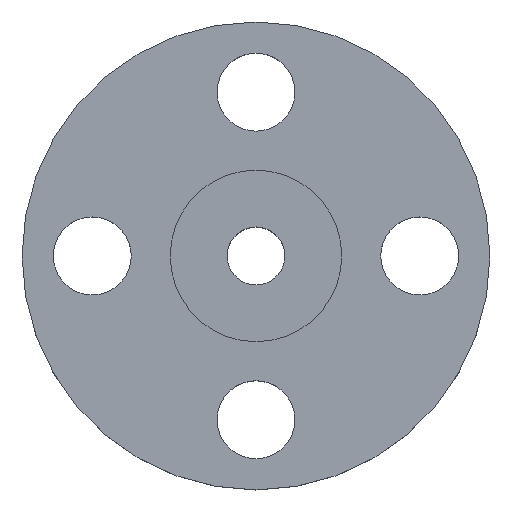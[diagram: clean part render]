
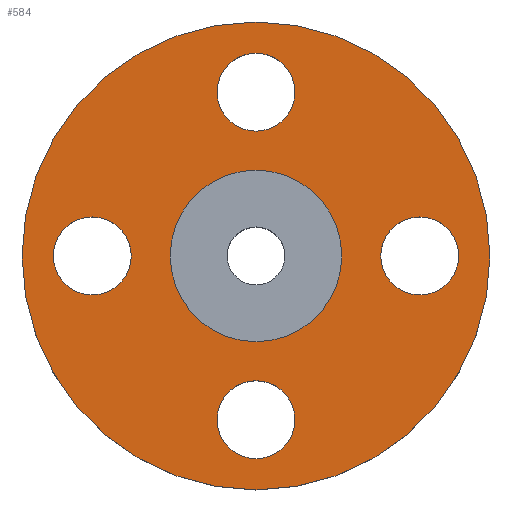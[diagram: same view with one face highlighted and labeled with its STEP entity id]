
A CAD part, top view. The second image highlights one B-rep face of the part: STEP entity #584.
In plain terms, the highlighted planar face has unit normal (0, 0, 1).
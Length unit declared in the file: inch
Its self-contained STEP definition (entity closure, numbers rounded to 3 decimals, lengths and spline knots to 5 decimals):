
#7 = VERTEX_POINT ( 'NONE', #360 ) ;
#13 = EDGE_CURVE ( 'NONE', #241, #853, #463, .T. ) ;
#16 = CARTESIAN_POINT ( 'NONE',  ( 0., 0., -0.0625 ) ) ;
#22 = ORIENTED_EDGE ( 'NONE', *, *, #758, .F. ) ;
#33 = AXIS2_PLACEMENT_3D ( 'NONE', #55, #527, #778 ) ;
#37 = AXIS2_PLACEMENT_3D ( 'NONE', #501, #698, #98 ) ;
#45 = CARTESIAN_POINT ( 'NONE',  ( -0.3125, 1.3125, -0.0625 ) ) ;
#47 = AXIS2_PLACEMENT_3D ( 'NONE', #756, #759, #706 ) ;
#51 = EDGE_LOOP ( 'NONE', ( #793, #84 ) ) ;
#55 = CARTESIAN_POINT ( 'NONE',  ( 0., -1.3125, -0.0625 ) ) ;
#63 = CIRCLE ( 'NONE', #300, 0.3125 ) ;
#68 = CARTESIAN_POINT ( 'NONE',  ( -1.625, 0., -0.0625 ) ) ;
#77 = DIRECTION ( 'NONE',  ( 1., 0., 0. ) ) ;
#79 = DIRECTION ( 'NONE',  ( 0., 0., 1. ) ) ;
#84 = ORIENTED_EDGE ( 'NONE', *, *, #672, .F. ) ;
#89 = DIRECTION ( 'NONE',  ( 0., 0., 1. ) ) ;
#93 = CIRCLE ( 'NONE', #546, 0.3125 ) ;
#98 = DIRECTION ( 'NONE',  ( 1., 0., 0. ) ) ;
#104 = AXIS2_PLACEMENT_3D ( 'NONE', #139, #153, #679 ) ;
#107 = EDGE_CURVE ( 'NONE', #853, #241, #653, .T. ) ;
#113 = VERTEX_POINT ( 'NONE', #380 ) ;
#122 = CIRCLE ( 'NONE', #619, 0.6875 ) ;
#123 = CARTESIAN_POINT ( 'NONE',  ( 0.6875, 0., -0.0625 ) ) ;
#139 = CARTESIAN_POINT ( 'NONE',  ( 0., 1.3125, -0.0625 ) ) ;
#144 = DIRECTION ( 'NONE',  ( 1., 0., 0. ) ) ;
#153 = DIRECTION ( 'NONE',  ( 0., 0., 1. ) ) ;
#168 = VERTEX_POINT ( 'NONE', #376 ) ;
#170 = EDGE_CURVE ( 'NONE', #471, #353, #850, .T. ) ;
#183 = FACE_BOUND ( 'NONE', #536, .T. ) ;
#185 = CARTESIAN_POINT ( 'NONE',  ( 1.875, 0., -0.0625 ) ) ;
#198 = ORIENTED_EDGE ( 'NONE', *, *, #327, .F. ) ;
#204 = DIRECTION ( 'NONE',  ( 0., 0., 1. ) ) ;
#217 = AXIS2_PLACEMENT_3D ( 'NONE', #539, #204, #476 ) ;
#229 = VERTEX_POINT ( 'NONE', #45 ) ;
#241 = VERTEX_POINT ( 'NONE', #185 ) ;
#245 = CIRCLE ( 'NONE', #217, 0.3125 ) ;
#247 = ORIENTED_EDGE ( 'NONE', *, *, #170, .F. ) ;
#250 = FACE_BOUND ( 'NONE', #51, .T. ) ;
#258 = CARTESIAN_POINT ( 'NONE',  ( 1.3125, 0., -0.0625 ) ) ;
#273 = ORIENTED_EDGE ( 'NONE', *, *, #410, .F. ) ;
#297 = CARTESIAN_POINT ( 'NONE',  ( 0., -1.3125, -0.0625 ) ) ;
#299 = CIRCLE ( 'NONE', #364, 0.3125 ) ;
#300 = AXIS2_PLACEMENT_3D ( 'NONE', #258, #661, #608 ) ;
#316 = EDGE_CURVE ( 'NONE', #113, #363, #93, .T. ) ;
#320 = EDGE_LOOP ( 'NONE', ( #583, #711 ) ) ;
#327 = EDGE_CURVE ( 'NONE', #531, #7, #122, .T. ) ;
#337 = CARTESIAN_POINT ( 'NONE',  ( 0., 0., -0.0625 ) ) ;
#348 = DIRECTION ( 'NONE',  ( 0., 0., 1. ) ) ;
#351 = AXIS2_PLACEMENT_3D ( 'NONE', #361, #89, #77 ) ;
#353 = VERTEX_POINT ( 'NONE', #68 ) ;
#360 = CARTESIAN_POINT ( 'NONE',  ( -0.6875, 0., -0.0625 ) ) ;
#361 = CARTESIAN_POINT ( 'NONE',  ( -1.3125, 0., -0.0625 ) ) ;
#363 = VERTEX_POINT ( 'NONE', #859 ) ;
#364 = AXIS2_PLACEMENT_3D ( 'NONE', #297, #79, #415 ) ;
#369 = EDGE_CURVE ( 'NONE', #509, #168, #299, .T. ) ;
#376 = CARTESIAN_POINT ( 'NONE',  ( -0.3125, -1.3125, -0.0625 ) ) ;
#380 = CARTESIAN_POINT ( 'NONE',  ( 1.625, 0., -0.0625 ) ) ;
#393 = DIRECTION ( 'NONE',  ( -1., 0., 0. ) ) ;
#395 = PLANE ( 'NONE',  #718 ) ;
#401 = FACE_BOUND ( 'NONE', #704, .T. ) ;
#402 = AXIS2_PLACEMENT_3D ( 'NONE', #337, #605, #535 ) ;
#410 = EDGE_CURVE ( 'NONE', #839, #229, #414, .T. ) ;
#414 = CIRCLE ( 'NONE', #104, 0.3125 ) ;
#415 = DIRECTION ( 'NONE',  ( 0., 1., 0. ) ) ;
#443 = CARTESIAN_POINT ( 'NONE',  ( 0.3125, 1.3125, -0.0625 ) ) ;
#461 = CIRCLE ( 'NONE', #402, 0.6875 ) ;
#463 = CIRCLE ( 'NONE', #478, 1.875 ) ;
#467 = EDGE_CURVE ( 'NONE', #229, #839, #245, .T. ) ;
#471 = VERTEX_POINT ( 'NONE', #734 ) ;
#476 = DIRECTION ( 'NONE',  ( 0., -1., 0. ) ) ;
#478 = AXIS2_PLACEMENT_3D ( 'NONE', #16, #348, #144 ) ;
#501 = CARTESIAN_POINT ( 'NONE',  ( -1.3125, 0., -0.0625 ) ) ;
#509 = VERTEX_POINT ( 'NONE', #569 ) ;
#520 = ORIENTED_EDGE ( 'NONE', *, *, #369, .F. ) ;
#527 = DIRECTION ( 'NONE',  ( 0., 0., 1. ) ) ;
#528 = CIRCLE ( 'NONE', #351, 0.3125 ) ;
#529 = DIRECTION ( 'NONE',  ( -1., 0., 0. ) ) ;
#530 = EDGE_CURVE ( 'NONE', #168, #509, #649, .T. ) ;
#531 = VERTEX_POINT ( 'NONE', #123 ) ;
#535 = DIRECTION ( 'NONE',  ( 1., 0., 0. ) ) ;
#536 = EDGE_LOOP ( 'NONE', ( #247, #22 ) ) ;
#539 = CARTESIAN_POINT ( 'NONE',  ( 0., 1.3125, -0.0625 ) ) ;
#541 = EDGE_LOOP ( 'NONE', ( #198, #843 ) ) ;
#546 = AXIS2_PLACEMENT_3D ( 'NONE', #656, #840, #393 ) ;
#550 = DIRECTION ( 'NONE',  ( 1., 0., 0. ) ) ;
#569 = CARTESIAN_POINT ( 'NONE',  ( 0.3125, -1.3125, -0.0625 ) ) ;
#583 = ORIENTED_EDGE ( 'NONE', *, *, #13, .T. ) ;
#584 = ADVANCED_FACE ( 'NONE', ( #401, #250, #769, #183, #715, #858 ), #395, .F. ) ;
#605 = DIRECTION ( 'NONE',  ( 0., 0., 1. ) ) ;
#608 = DIRECTION ( 'NONE',  ( -1., 0., 0. ) ) ;
#617 = CARTESIAN_POINT ( 'NONE',  ( 0., 0., -0.0625 ) ) ;
#619 = AXIS2_PLACEMENT_3D ( 'NONE', #617, #805, #550 ) ;
#649 = CIRCLE ( 'NONE', #33, 0.3125 ) ;
#653 = CIRCLE ( 'NONE', #47, 1.875 ) ;
#656 = CARTESIAN_POINT ( 'NONE',  ( 1.3125, 0., -0.0625 ) ) ;
#661 = DIRECTION ( 'NONE',  ( 0., 0., 1. ) ) ;
#672 = EDGE_CURVE ( 'NONE', #363, #113, #63, .T. ) ;
#679 = DIRECTION ( 'NONE',  ( 0., -1., 0. ) ) ;
#682 = EDGE_CURVE ( 'NONE', #7, #531, #461, .T. ) ;
#683 = ORIENTED_EDGE ( 'NONE', *, *, #467, .F. ) ;
#698 = DIRECTION ( 'NONE',  ( 0., 0., 1. ) ) ;
#704 = EDGE_LOOP ( 'NONE', ( #273, #683 ) ) ;
#706 = DIRECTION ( 'NONE',  ( 1., 0., 0. ) ) ;
#709 = CARTESIAN_POINT ( 'NONE',  ( -1.875, 0., -0.0625 ) ) ;
#711 = ORIENTED_EDGE ( 'NONE', *, *, #107, .T. ) ;
#715 = FACE_BOUND ( 'NONE', #541, .T. ) ;
#718 = AXIS2_PLACEMENT_3D ( 'NONE', #720, #790, #529 ) ;
#720 = CARTESIAN_POINT ( 'NONE',  ( 0., 0.6875, -0.0625 ) ) ;
#721 = EDGE_LOOP ( 'NONE', ( #520, #834 ) ) ;
#734 = CARTESIAN_POINT ( 'NONE',  ( -1., 0., -0.0625 ) ) ;
#756 = CARTESIAN_POINT ( 'NONE',  ( 0., 0., -0.0625 ) ) ;
#758 = EDGE_CURVE ( 'NONE', #353, #471, #528, .T. ) ;
#759 = DIRECTION ( 'NONE',  ( 0., 0., 1. ) ) ;
#769 = FACE_BOUND ( 'NONE', #721, .T. ) ;
#778 = DIRECTION ( 'NONE',  ( 0., 1., 0. ) ) ;
#790 = DIRECTION ( 'NONE',  ( 0., 0., -1. ) ) ;
#793 = ORIENTED_EDGE ( 'NONE', *, *, #316, .F. ) ;
#805 = DIRECTION ( 'NONE',  ( 0., 0., 1. ) ) ;
#834 = ORIENTED_EDGE ( 'NONE', *, *, #530, .F. ) ;
#839 = VERTEX_POINT ( 'NONE', #443 ) ;
#840 = DIRECTION ( 'NONE',  ( 0., 0., 1. ) ) ;
#843 = ORIENTED_EDGE ( 'NONE', *, *, #682, .F. ) ;
#850 = CIRCLE ( 'NONE', #37, 0.3125 ) ;
#853 = VERTEX_POINT ( 'NONE', #709 ) ;
#858 = FACE_OUTER_BOUND ( 'NONE', #320, .T. ) ;
#859 = CARTESIAN_POINT ( 'NONE',  ( 1., 0., -0.0625 ) ) ;
